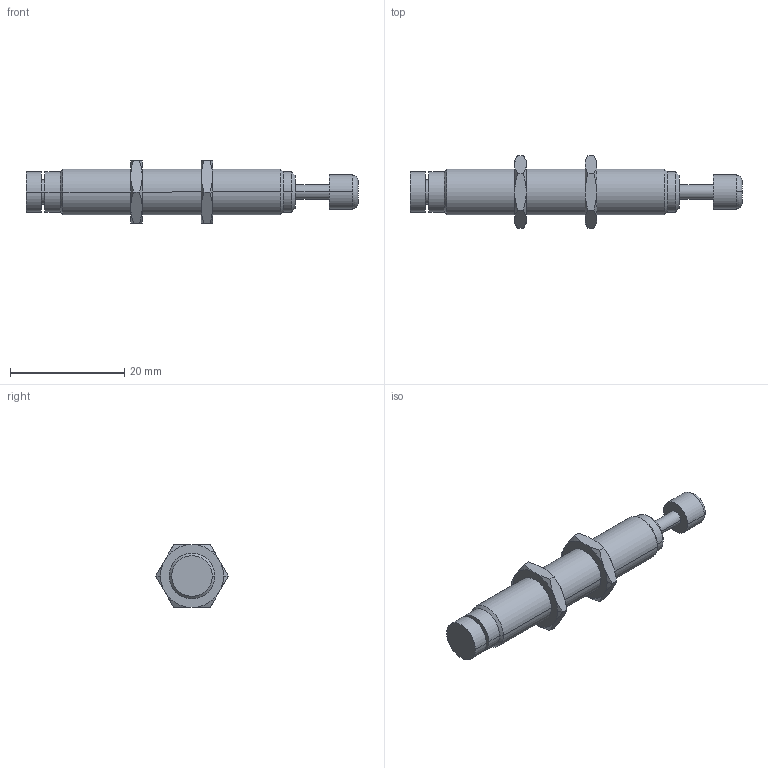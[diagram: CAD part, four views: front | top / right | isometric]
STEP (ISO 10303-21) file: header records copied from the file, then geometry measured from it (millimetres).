
FILE_DESCRIPTION(('STEP AP203'),'1');
FILE_NAME('26300-0807506.stp','2014-04-29T16:45:51',('TraceParts'),('TraceParts S.A.'),'XStep 1.0',' ',' ');
FILE_SCHEMA(('CONFIG_CONTROL_DESIGN'));
Length unit declared in the file: millimetre
Products named in the file (4): 1; 2; 3; 4
Bounding box: 58 x 12.7 x 11 mm (x, y, z)
Volume: 2544.7 mm3; surface area: 2241.6 mm2
Topology: 4 solids, 4 shells, 99 faces, 204 edges, 120 vertices
Faces by surface type: cone 46, plane 27, cylinder 24, torus 2
Entity records: 2824 total; most frequent: CARTESIAN_POINT 619, DIRECTION 460, ORIENTED_EDGE 408, EDGE_CURVE 204, AXIS2_PLACEMENT_3D 201, VERTEX_POINT 120, EDGE_LOOP 110, ADVANCED_FACE 99
